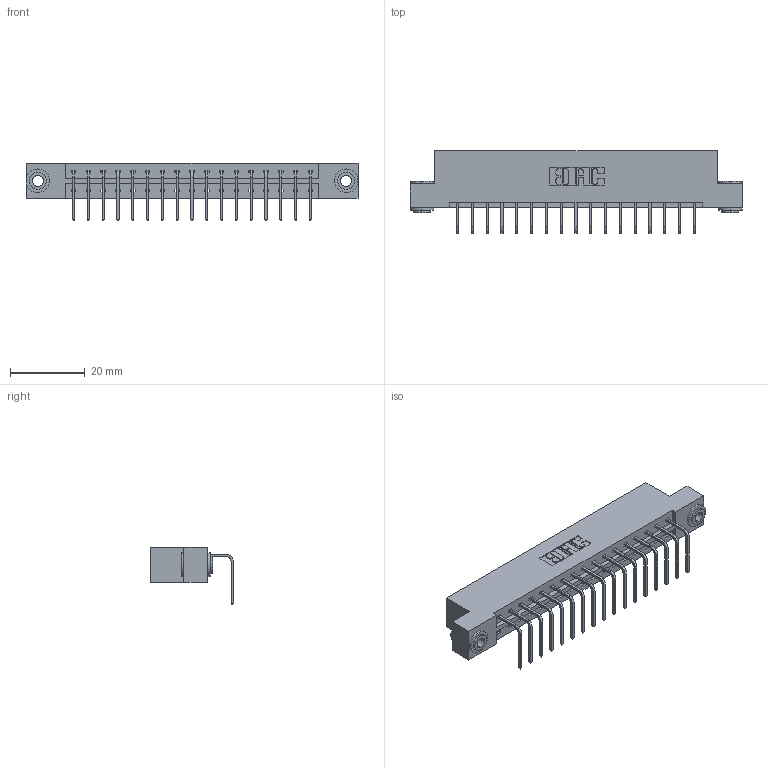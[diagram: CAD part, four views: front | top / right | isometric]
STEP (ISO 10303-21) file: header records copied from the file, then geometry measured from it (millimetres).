
FILE_DESCRIPTION (( 'STEP AP203' ), '1' );
FILE_NAME ('333-017-558-103.STEP', '2019-08-09T12:19:04', ( '' ), ( '' ), 'SwSTEP 2.0', 'SolidWorks 2016', '' );
FILE_SCHEMA (( 'CONFIG_CONTROL_DESIGN' ));
Length unit declared in the file: inch
Products named in the file (4): 345-292-001_558 Tail - 2; 333 Part_Flush - .156 Dia - TH; 345-250-002_345-250-002-102; 333-017-558-103
Assembly tree (20 placements, depth 2):
  333-017-558-103
    333 Part_Flush - .156 Dia - TH
    345-292-001_558 Tail - 2  x17
    345-250-002_345-250-002-102  x2
Bounding box: 88.9 x 22.17 x 15.37 mm (x, y, z)
Volume: 8806.9 mm3; surface area: 9940.1 mm2
Topology: 20 solids, 20 shells, 1172 faces, 3481 edges, 2294 vertices
Faces by surface type: plane 828, cylinder 336, cone 8
Entity records: 14360 total; most frequent: CARTESIAN_POINT 2460, ORIENTED_EDGE 2406, DIRECTION 2159, EDGE_CURVE 1203, VECTOR 1051, LINE 1051, VERTEX_POINT 798, AXIS2_PLACEMENT_3D 554
